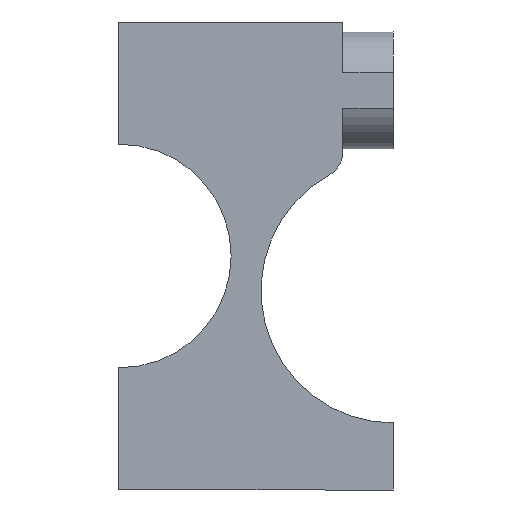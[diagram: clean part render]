
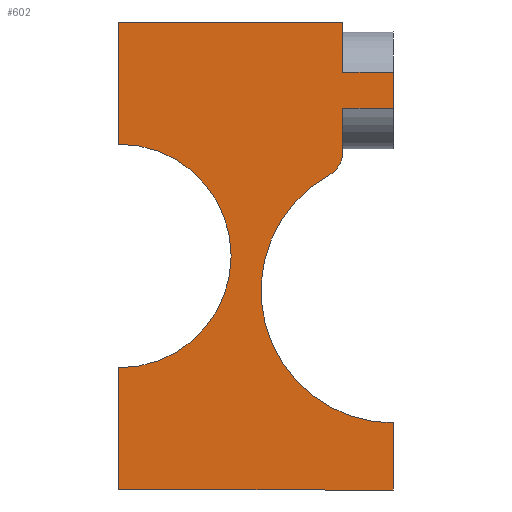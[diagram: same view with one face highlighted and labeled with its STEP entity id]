
A CAD part, left-side view. The second image highlights one B-rep face of the part: STEP entity #602.
In plain terms, the highlighted planar face has unit normal (-1, 0, 0).
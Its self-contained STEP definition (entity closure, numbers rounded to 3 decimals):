
#22 = VERTEX_POINT ( 'NONE', #27 ) ;
#27 = CARTESIAN_POINT ( 'NONE',  ( 0., -49.098, -35.65 ) ) ;
#29 = VERTEX_POINT ( 'NONE', #887 ) ;
#66 = ORIENTED_EDGE ( 'NONE', *, *, #1276, .F. ) ;
#69 = DIRECTION ( 'NONE',  ( 0., -1., 0. ) ) ;
#88 = FACE_OUTER_BOUND ( 'NONE', #803, .T. ) ;
#92 = LINE ( 'NONE', #1110, #665 ) ;
#100 = VERTEX_POINT ( 'NONE', #188 ) ;
#106 = DIRECTION ( 'NONE',  ( -1., 0., 0. ) ) ;
#159 = VECTOR ( 'NONE', #215, 1000. ) ;
#163 = LINE ( 'NONE', #1340, #181 ) ;
#167 = DIRECTION ( 'NONE',  ( 0., 0., 1. ) ) ;
#181 = VECTOR ( 'NONE', #869, 1000. ) ;
#188 = CARTESIAN_POINT ( 'NONE',  ( 0., -0.1, -13.78 ) ) ;
#191 = CARTESIAN_POINT ( 'NONE',  ( 0., -49.098, 32.668 ) ) ;
#204 = CARTESIAN_POINT ( 'NONE',  ( 0., -49.098, -35.65 ) ) ;
#215 = DIRECTION ( 'NONE',  ( 0., -1., 0. ) ) ;
#218 = LINE ( 'NONE', #1401, #159 ) ;
#238 = CARTESIAN_POINT ( 'NONE',  ( 0., -37.541, 20.634 ) ) ;
#268 = CARTESIAN_POINT ( 'NONE',  ( 0., 0.1, -13.78 ) ) ;
#284 = CARTESIAN_POINT ( 'NONE',  ( 0., 0., 48.09 ) ) ;
#315 = VERTEX_POINT ( 'NONE', #191 ) ;
#320 = CARTESIAN_POINT ( 'NONE',  ( 0., -49.098, -23.65 ) ) ;
#323 = CARTESIAN_POINT ( 'NONE',  ( 0., -40.098, 24.996 ) ) ;
#328 = CARTESIAN_POINT ( 'NONE',  ( 0., -40.098, 39.072 ) ) ;
#338 = VERTEX_POINT ( 'NONE', #238 ) ;
#344 = DIRECTION ( 'NONE',  ( 0., 0., -1. ) ) ;
#386 = VERTEX_POINT ( 'NONE', #323 ) ;
#398 = DIRECTION ( 'NONE',  ( 0., 0., -1. ) ) ;
#424 = VERTEX_POINT ( 'NONE', #328 ) ;
#448 = CARTESIAN_POINT ( 'NONE',  ( 0., -40.098, 32.668 ) ) ;
#463 = VERTEX_POINT ( 'NONE', #320 ) ;
#467 = DIRECTION ( 'NONE',  ( 0., 1., 0. ) ) ;
#488 = LINE ( 'NONE', #448, #489 ) ;
#489 = VECTOR ( 'NONE', #467, 1000. ) ;
#492 = VECTOR ( 'NONE', #344, 1000. ) ;
#495 = DIRECTION ( 'NONE',  ( 0., 0., 1. ) ) ;
#500 = LINE ( 'NONE', #878, #492 ) ;
#515 = PLANE ( 'NONE',  #1317 ) ;
#521 = CARTESIAN_POINT ( 'NONE',  ( 0., 0., -35.65 ) ) ;
#522 = VERTEX_POINT ( 'NONE', #284 ) ;
#542 = CARTESIAN_POINT ( 'NONE',  ( 0., -0.1, 26.22 ) ) ;
#544 = CARTESIAN_POINT ( 'NONE',  ( 0., 0., 26.22 ) ) ;
#552 = LINE ( 'NONE', #632, #587 ) ;
#553 = CARTESIAN_POINT ( 'NONE',  ( 0., -40.098, 32.668 ) ) ;
#587 = VECTOR ( 'NONE', #69, 1000. ) ;
#602 = ADVANCED_FACE ( 'NONE', ( #88 ), #515, .F. ) ;
#609 = LINE ( 'NONE', #268, #698 ) ;
#617 = CIRCLE ( 'NONE', #1029, 20. ) ;
#632 = CARTESIAN_POINT ( 'NONE',  ( 0., -49.098, 26.22 ) ) ;
#645 = AXIS2_PLACEMENT_3D ( 'NONE', #745, #106, #882 ) ;
#665 = VECTOR ( 'NONE', #167, 1000. ) ;
#693 = VECTOR ( 'NONE', #495, 1000. ) ;
#696 = LINE ( 'NONE', #849, #693 ) ;
#698 = VECTOR ( 'NONE', #1371, 1000. ) ;
#712 = CARTESIAN_POINT ( 'NONE',  ( 0., -49.098, 39.072 ) ) ;
#717 = DIRECTION ( 'NONE',  ( 0., -1., 0. ) ) ;
#728 = VERTEX_POINT ( 'NONE', #544 ) ;
#734 = VERTEX_POINT ( 'NONE', #542 ) ;
#745 = CARTESIAN_POINT ( 'NONE',  ( 0., -35.098, 24.996 ) ) ;
#765 = VERTEX_POINT ( 'NONE', #553 ) ;
#773 = CARTESIAN_POINT ( 'NONE',  ( 0., 0., -35.65 ) ) ;
#780 = ORIENTED_EDGE ( 'NONE', *, *, #1152, .F. ) ;
#781 = ORIENTED_EDGE ( 'NONE', *, *, #1150, .T. ) ;
#783 = ORIENTED_EDGE ( 'NONE', *, *, #1141, .T. ) ;
#785 = ORIENTED_EDGE ( 'NONE', *, *, #1139, .T. ) ;
#787 = VERTEX_POINT ( 'NONE', #521 ) ;
#788 = ORIENTED_EDGE ( 'NONE', *, *, #1398, .F. ) ;
#791 = ORIENTED_EDGE ( 'NONE', *, *, #1268, .F. ) ;
#793 = DIRECTION ( 'NONE',  ( 1., 0., 0. ) ) ;
#800 = AXIS2_PLACEMENT_3D ( 'NONE', #946, #1096, #1293 ) ;
#803 = EDGE_LOOP ( 'NONE', ( #1307, #914, #1309, #940, #952, #66, #1028, #827, #821, #785, #783, #781, #780, #791, #788 ) ) ;
#821 = ORIENTED_EDGE ( 'NONE', *, *, #1112, .F. ) ;
#827 = ORIENTED_EDGE ( 'NONE', *, *, #1225, .F. ) ;
#829 = DIRECTION ( 'NONE',  ( 0., 0., -1. ) ) ;
#849 = CARTESIAN_POINT ( 'NONE',  ( 0., 0., 35.65 ) ) ;
#854 = CARTESIAN_POINT ( 'NONE',  ( 0., -49.098, 0. ) ) ;
#869 = DIRECTION ( 'NONE',  ( 0., 0., -1. ) ) ;
#878 = CARTESIAN_POINT ( 'NONE',  ( 0., -40.098, 0. ) ) ;
#882 = DIRECTION ( 'NONE',  ( 0., 0., -1. ) ) ;
#887 = CARTESIAN_POINT ( 'NONE',  ( 0., -40.098, 48.09 ) ) ;
#896 = DIRECTION ( 'NONE',  ( 1., 0., 0. ) ) ;
#903 = CARTESIAN_POINT ( 'NONE',  ( 0., -40.098, 39.072 ) ) ;
#904 = CARTESIAN_POINT ( 'NONE',  ( 0., -0.1, 6.22 ) ) ;
#913 = DIRECTION ( 'NONE',  ( 0., 1., 0. ) ) ;
#914 = ORIENTED_EDGE ( 'NONE', *, *, #1281, .T. ) ;
#940 = ORIENTED_EDGE ( 'NONE', *, *, #1004, .F. ) ;
#946 = CARTESIAN_POINT ( 'NONE',  ( 0., -49.098, 0. ) ) ;
#952 = ORIENTED_EDGE ( 'NONE', *, *, #1375, .F. ) ;
#1004 = EDGE_CURVE ( 'NONE', #315, #765, #488, .T. ) ;
#1028 = ORIENTED_EDGE ( 'NONE', *, *, #1108, .F. ) ;
#1029 = AXIS2_PLACEMENT_3D ( 'NONE', #904, #896, #1100 ) ;
#1096 = DIRECTION ( 'NONE',  ( -1., 0., 0. ) ) ;
#1100 = DIRECTION ( 'NONE',  ( 0., 0., -1. ) ) ;
#1108 = EDGE_CURVE ( 'NONE', #29, #424, #500, .T. ) ;
#1110 = CARTESIAN_POINT ( 'NONE',  ( 0., 0., 35.65 ) ) ;
#1112 = EDGE_CURVE ( 'NONE', #728, #522, #92, .T. ) ;
#1114 = VECTOR ( 'NONE', #398, 1000. ) ;
#1124 = LINE ( 'NONE', #204, #1114 ) ;
#1139 = EDGE_CURVE ( 'NONE', #728, #734, #552, .T. ) ;
#1141 = EDGE_CURVE ( 'NONE', #734, #100, #617, .T. ) ;
#1147 = VECTOR ( 'NONE', #1403, 1000. ) ;
#1150 = EDGE_CURVE ( 'NONE', #100, #1424, #609, .T. ) ;
#1152 = EDGE_CURVE ( 'NONE', #787, #1424, #696, .T. ) ;
#1171 = LINE ( 'NONE', #1412, #1147 ) ;
#1225 = EDGE_CURVE ( 'NONE', #522, #29, #218, .T. ) ;
#1227 = CIRCLE ( 'NONE', #800, 23.65 ) ;
#1246 = EDGE_CURVE ( 'NONE', #765, #386, #163, .T. ) ;
#1268 = EDGE_CURVE ( 'NONE', #22, #787, #1423, .T. ) ;
#1276 = EDGE_CURVE ( 'NONE', #424, #1342, #1409, .T. ) ;
#1281 = EDGE_CURVE ( 'NONE', #338, #386, #1387, .T. ) ;
#1293 = DIRECTION ( 'NONE',  ( 0., 0., -1. ) ) ;
#1307 = ORIENTED_EDGE ( 'NONE', *, *, #1361, .F. ) ;
#1309 = ORIENTED_EDGE ( 'NONE', *, *, #1246, .F. ) ;
#1317 = AXIS2_PLACEMENT_3D ( 'NONE', #854, #793, #829 ) ;
#1340 = CARTESIAN_POINT ( 'NONE',  ( 0., -40.098, 0. ) ) ;
#1342 = VERTEX_POINT ( 'NONE', #712 ) ;
#1360 = CARTESIAN_POINT ( 'NONE',  ( 0., 0., -13.78 ) ) ;
#1361 = EDGE_CURVE ( 'NONE', #338, #463, #1227, .T. ) ;
#1371 = DIRECTION ( 'NONE',  ( 0., 1., 0. ) ) ;
#1375 = EDGE_CURVE ( 'NONE', #1342, #315, #1171, .T. ) ;
#1387 = CIRCLE ( 'NONE', #645, 5. ) ;
#1393 = VECTOR ( 'NONE', #717, 1000. ) ;
#1398 = EDGE_CURVE ( 'NONE', #463, #22, #1124, .T. ) ;
#1401 = CARTESIAN_POINT ( 'NONE',  ( 0., -49.098, 48.09 ) ) ;
#1403 = DIRECTION ( 'NONE',  ( 0., 0., -1. ) ) ;
#1407 = VECTOR ( 'NONE', #913, 1000. ) ;
#1409 = LINE ( 'NONE', #903, #1393 ) ;
#1412 = CARTESIAN_POINT ( 'NONE',  ( 0., -49.098, 35.65 ) ) ;
#1423 = LINE ( 'NONE', #773, #1407 ) ;
#1424 = VERTEX_POINT ( 'NONE', #1360 ) ;
